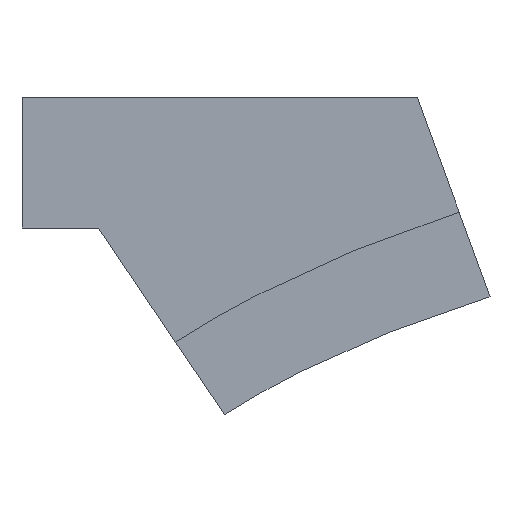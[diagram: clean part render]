
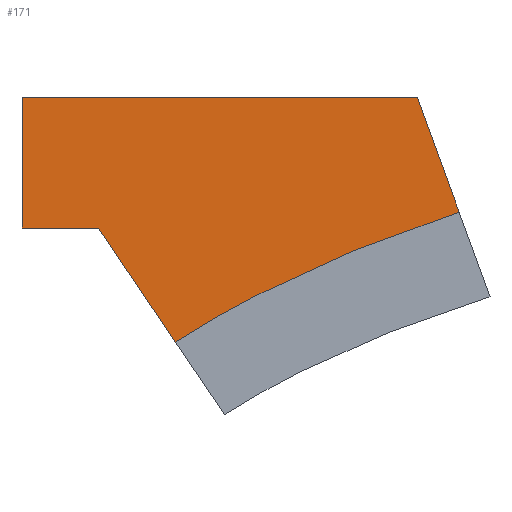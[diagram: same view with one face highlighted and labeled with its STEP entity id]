
A CAD part, front view. The second image highlights one B-rep face of the part: STEP entity #171.
In plain terms, the highlighted planar face has unit normal (0, -1, 0).
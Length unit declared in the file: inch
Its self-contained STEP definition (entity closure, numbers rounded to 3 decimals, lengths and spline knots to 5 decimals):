
#18=FACE_OUTER_BOUND('',#28,.T.);
#28=EDGE_LOOP('',(#116,#117,#118,#119,#120,#121));
#38=B_SPLINE_CURVE_WITH_KNOTS('',3,(#244,#245,#246,#247,#248,#249,#250),
 .UNSPECIFIED.,.F.,.F.,(4,1,1,1,4),(2.27395,2.35644,2.45522,
2.55277,2.62087),.UNSPECIFIED.);
#48=LINE('',#236,#62);
#49=LINE('',#238,#63);
#50=LINE('',#240,#64);
#51=LINE('',#242,#65);
#52=LINE('',#251,#66);
#62=VECTOR('',#206,0.3937);
#63=VECTOR('',#207,0.3937);
#64=VECTOR('',#208,0.3937);
#65=VECTOR('',#209,0.3937);
#66=VECTOR('',#210,0.3937);
#76=VERTEX_POINT('',#234);
#77=VERTEX_POINT('',#235);
#78=VERTEX_POINT('',#237);
#79=VERTEX_POINT('',#239);
#80=VERTEX_POINT('',#241);
#81=VERTEX_POINT('',#243);
#92=EDGE_CURVE('',#76,#77,#48,.T.);
#93=EDGE_CURVE('',#77,#78,#49,.T.);
#94=EDGE_CURVE('',#78,#79,#50,.T.);
#95=EDGE_CURVE('',#79,#80,#51,.T.);
#96=EDGE_CURVE('',#81,#80,#38,.T.);
#97=EDGE_CURVE('',#81,#76,#52,.T.);
#116=ORIENTED_EDGE('',*,*,#92,.T.);
#117=ORIENTED_EDGE('',*,*,#93,.T.);
#118=ORIENTED_EDGE('',*,*,#94,.T.);
#119=ORIENTED_EDGE('',*,*,#95,.T.);
#120=ORIENTED_EDGE('',*,*,#96,.F.);
#121=ORIENTED_EDGE('',*,*,#97,.T.);
#164=PLANE('',#195);
#171=ADVANCED_FACE('',(#18),#164,.T.);
#195=AXIS2_PLACEMENT_3D('',#233,#204,#205);
#204=DIRECTION('center_axis',(0.,-1.,0.));
#205=DIRECTION('ref_axis',(-1.,0.,0.));
#206=DIRECTION('',(-1.,0.,0.));
#207=DIRECTION('',(0.,0.,-1.));
#208=DIRECTION('',(1.,0.,0.));
#209=DIRECTION('',(0.559,0.,-0.829));
#210=DIRECTION('',(-0.342,0.,0.94));
#233=CARTESIAN_POINT('Origin',(71.,8.,39.5001));
#234=CARTESIAN_POINT('',(-48.25785,8.,31.));
#235=CARTESIAN_POINT('',(-71.,8.,31.));
#236=CARTESIAN_POINT('',(71.,8.,31.));
#237=CARTESIAN_POINT('',(-71.,8.,23.47791));
#238=CARTESIAN_POINT('',(-71.,8.,39.5001));
#239=CARTESIAN_POINT('',(-66.59245,8.,23.47791));
#240=CARTESIAN_POINT('',(-0.02367,8.,23.47791));
#241=CARTESIAN_POINT('',(-62.16341,8.,16.91159));
#242=CARTESIAN_POINT('',(-48.79397,8.,-2.90941));
#243=CARTESIAN_POINT('',(-45.85386,8.,24.39509));
#244=CARTESIAN_POINT('Ctrl Pts',(-45.85386,8.,24.39509));
#245=CARTESIAN_POINT('Ctrl Pts',(-47.36433,8.,23.89941));
#246=CARTESIAN_POINT('Ctrl Pts',(-50.57963,8.,22.75631));
#247=CARTESIAN_POINT('Ctrl Pts',(-55.14723,8.,20.82474));
#248=CARTESIAN_POINT('Ctrl Pts',(-59.06396,8.,18.82302));
#249=CARTESIAN_POINT('Ctrl Pts',(-61.28839,8.,17.47966));
#250=CARTESIAN_POINT('Ctrl Pts',(-62.16341,8.,16.91159));
#251=CARTESIAN_POINT('',(-40.55917,8.,9.84806));
